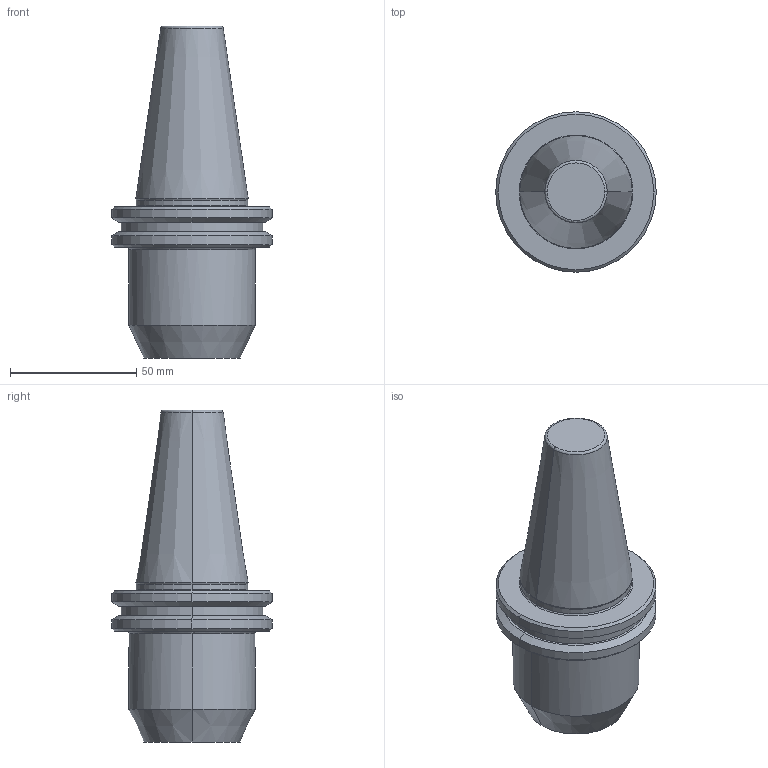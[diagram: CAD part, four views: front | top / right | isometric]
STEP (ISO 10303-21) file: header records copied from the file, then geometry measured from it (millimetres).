
FILE_DESCRIPTION (( 'STEP AP203' ), '1' );
FILE_NAME ('SK40 WE18 063 AD-6.3G15000 SL.STEP', '2019-04-27T09:30:52', ( '' ), ( '' ), 'SwSTEP 2.0', 'SolidWorks 2014', '' );
FILE_SCHEMA (( 'CONFIG_CONTROL_DESIGN' ));
Length unit declared in the file: millimetre
Products named in the file (1): SK40 WE18 063 AD-6.3G15000 SL
Bounding box: 63.5 x 63.5 x 131.4 mm (x, y, z)
Volume: 197758.7 mm3; surface area: 22882.6 mm2
Topology: 1 solids, 1 shells, 36 faces, 76 edges, 46 vertices
Faces by surface type: cone 14, cylinder 10, plane 6, bspline 5, torus 1
Entity records: 1529 total; most frequent: CARTESIAN_POINT 681, DIRECTION 174, ORIENTED_EDGE 152, EDGE_CURVE 76, AXIS2_PLACEMENT_3D 75, VERTEX_POINT 46, CIRCLE 43, EDGE_LOOP 40
